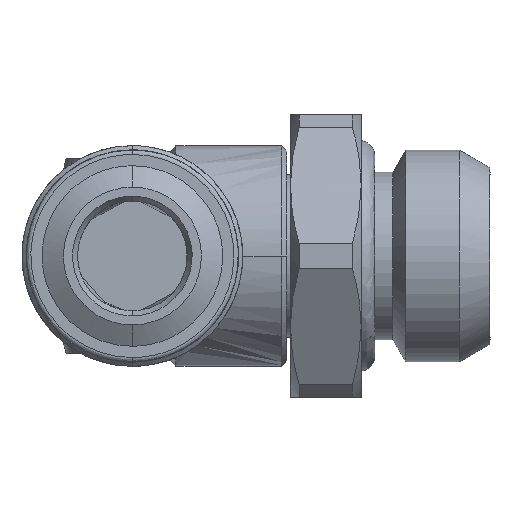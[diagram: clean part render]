
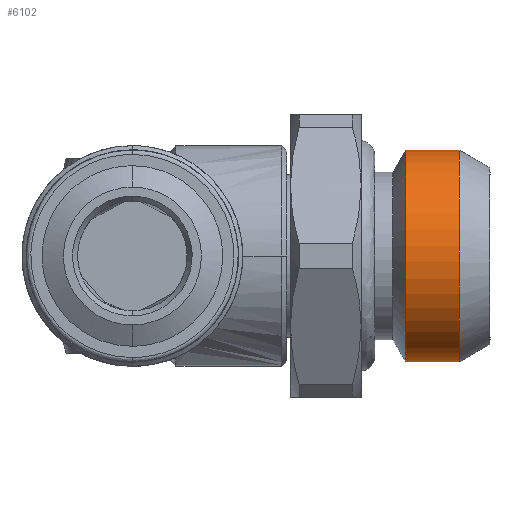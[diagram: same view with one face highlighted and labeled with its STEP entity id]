
A CAD part, left-side view. The second image highlights one B-rep face of the part: STEP entity #6102.
In plain terms, the highlighted free-form (B-spline) face has degree [1, 3] with [2, 4] control points.
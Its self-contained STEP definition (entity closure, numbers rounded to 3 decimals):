
#241 = CARTESIAN_POINT ( 'NONE',  ( -5.028, -66.846, 30.837 ) ) ;
#447 = B_SPLINE_CURVE_WITH_KNOTS ( 'NONE', 1,
 ( #8860, #3397 ),
 .UNSPECIFIED., .F., .F.,
 ( 2, 2 ),
 ( -1., 0. ),
 .UNSPECIFIED. ) ;
#911 = EDGE_CURVE ( 'NONE', #3843, #4209, #447, .T. ) ;
#1276 = EDGE_CURVE ( 'NONE', #7743, #4209, #8355, .T. ) ;
#1524 = CARTESIAN_POINT ( 'NONE',  ( -5.028, -69.892, 42.837 ) ) ;
#1544 = CARTESIAN_POINT ( 'NONE',  ( -5.028, -69.892, 30.837 ) ) ;
#1559 = CARTESIAN_POINT ( 'NONE',  ( -17.028, -69.892, 42.837 ) ) ;
#1975 = CARTESIAN_POINT ( 'NONE',  ( -5.028, -66.846, 42.837 ) ) ;
#2226 = CARTESIAN_POINT ( 'NONE',  ( -17.028, -66.846, 30.837 ) ) ;
#2486 = CARTESIAN_POINT ( 'NONE',  ( -17.028, -66.846, 42.837 ) ) ;
#3383 = CARTESIAN_POINT ( 'NONE',  ( -5.028, -69.892, 42.837 ) ) ;
#3397 = CARTESIAN_POINT ( 'NONE',  ( -5.028, -66.846, 30.837 ) ) ;
#3568 = CARTESIAN_POINT ( 'NONE',  ( -17.028, -66.846, 42.837 ) ) ;
#3594 = CARTESIAN_POINT ( 'NONE',  ( -5.028, -69.892, 42.837 ) ) ;
#3604 = CARTESIAN_POINT ( 'NONE',  ( -17.028, -69.892, 30.837 ) ) ;
#3843 = VERTEX_POINT ( 'NONE', #5534 ) ;
#3875 = CARTESIAN_POINT ( 'NONE',  ( -17.028, -66.846, 30.837 ) ) ;
#3915 =( BOUNDED_CURVE ( )  B_SPLINE_CURVE ( 3, ( #8446, #8470, #5655, #1544 ),
 .UNSPECIFIED., .F., .F. ) 
 B_SPLINE_CURVE_WITH_KNOTS ( ( 4, 4 ),
 ( -3.142, 0. ),
 .UNSPECIFIED. ) 
 CURVE ( )  GEOMETRIC_REPRESENTATION_ITEM ( )  RATIONAL_B_SPLINE_CURVE ( ( 1., 0.333, 0.333, 1. ) ) 
 REPRESENTATION_ITEM ( '' )  );
#4209 = VERTEX_POINT ( 'NONE', #7229 ) ;
#4617 = FACE_OUTER_BOUND ( 'NONE', #7303, .T. ) ;
#4660 = CARTESIAN_POINT ( 'NONE',  ( -5.028, -66.846, 42.837 ) ) ;
#4865 = EDGE_CURVE ( 'NONE', #7743, #6310, #6016, .T. ) ;
#4898 =( BOUNDED_SURFACE ( )  B_SPLINE_SURFACE ( 1, 3, ( 
 ( #8346, #3568, #2226, #241 ),
 ( #1524, #1559, #3604, #7040 ) ),
 .UNSPECIFIED., .F., .F., .F. ) 
 B_SPLINE_SURFACE_WITH_KNOTS ( ( 2, 2 ),
 ( 4, 4 ),
 ( 0., 1. ),
 ( 0., 1. ),
 .UNSPECIFIED. ) 
 GEOMETRIC_REPRESENTATION_ITEM ( )  RATIONAL_B_SPLINE_SURFACE ( (
 ( 1., 0.333, 0.333, 1.),
 ( 1., 0.333, 0.333, 1.) ) ) 
 REPRESENTATION_ITEM ( '' )  SURFACE ( )  );
#5534 = CARTESIAN_POINT ( 'NONE',  ( -5.028, -69.892, 30.837 ) ) ;
#5655 = CARTESIAN_POINT ( 'NONE',  ( -17.028, -69.892, 30.837 ) ) ;
#6016 = B_SPLINE_CURVE_WITH_KNOTS ( 'NONE', 1,
 ( #7687, #3594 ),
 .UNSPECIFIED., .F., .F.,
 ( 2, 2 ),
 ( -1., 0. ),
 .UNSPECIFIED. ) ;
#6102 = ADVANCED_FACE ( 'NONE', ( #4617 ), #4898, .F. ) ;
#6310 = VERTEX_POINT ( 'NONE', #3383 ) ;
#6910 = ORIENTED_EDGE ( 'NONE', *, *, #911, .F. ) ;
#7040 = CARTESIAN_POINT ( 'NONE',  ( -5.028, -69.892, 30.837 ) ) ;
#7229 = CARTESIAN_POINT ( 'NONE',  ( -5.028, -66.846, 30.837 ) ) ;
#7303 = EDGE_LOOP ( 'NONE', ( #8225, #6910, #8015, #8308 ) ) ;
#7330 = CARTESIAN_POINT ( 'NONE',  ( -5.028, -66.846, 30.837 ) ) ;
#7396 = EDGE_CURVE ( 'NONE', #6310, #3843, #3915, .T. ) ;
#7687 = CARTESIAN_POINT ( 'NONE',  ( -5.028, -66.846, 42.837 ) ) ;
#7743 = VERTEX_POINT ( 'NONE', #1975 ) ;
#8015 = ORIENTED_EDGE ( 'NONE', *, *, #7396, .F. ) ;
#8225 = ORIENTED_EDGE ( 'NONE', *, *, #1276, .T. ) ;
#8308 = ORIENTED_EDGE ( 'NONE', *, *, #4865, .F. ) ;
#8346 = CARTESIAN_POINT ( 'NONE',  ( -5.028, -66.846, 42.837 ) ) ;
#8355 =( BOUNDED_CURVE ( )  B_SPLINE_CURVE ( 3, ( #4660, #2486, #3875, #7330 ),
 .UNSPECIFIED., .F., .T. ) 
 B_SPLINE_CURVE_WITH_KNOTS ( ( 4, 4 ),
 ( -3.142, 0. ),
 .UNSPECIFIED. ) 
 CURVE ( )  GEOMETRIC_REPRESENTATION_ITEM ( )  RATIONAL_B_SPLINE_CURVE ( ( 1., 0.333, 0.333, 1. ) ) 
 REPRESENTATION_ITEM ( '' )  );
#8446 = CARTESIAN_POINT ( 'NONE',  ( -5.028, -69.892, 42.837 ) ) ;
#8470 = CARTESIAN_POINT ( 'NONE',  ( -17.028, -69.892, 42.837 ) ) ;
#8860 = CARTESIAN_POINT ( 'NONE',  ( -5.028, -69.892, 30.837 ) ) ;
